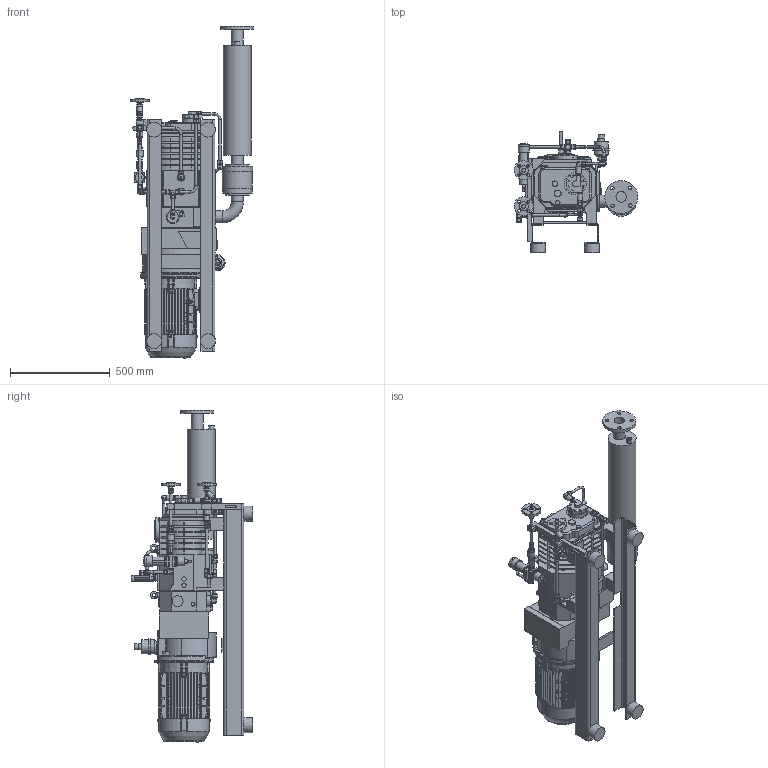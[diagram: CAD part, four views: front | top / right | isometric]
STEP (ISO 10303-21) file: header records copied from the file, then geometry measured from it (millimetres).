
FILE_DESCRIPTION((''),'2;1');
FILE_NAME('PU900016.stp','2011-08-24T11:15:32',('SOEHNGEN'),(''),'Autodesk Inventor 2009','Autodesk Inventor 2009','');
FILE_SCHEMA(('AUTOMOTIVE_DESIGN { 1 0 10303 214 1 1 1 1 }'));
Length unit declared in the file: millimetre
Products named in the file (1): PU900016 Schreibgeschützt
Bounding box: 618.82 x 609.25 x 1663.8 mm (x, y, z)
Volume: 93789130.9 mm3; surface area: 4550231.5 mm2
Topology: 5 solids, 5 shells, 5129 faces, 12946 edges, 8329 vertices
Faces by surface type: plane 3474, cylinder 799, cone 492, bspline 222, torus 122, sphere 20
Full cylindrical faces by diameter (mm): 6 x3, 8 x22, 9 x4, 9.5 x3, 10 x5, 10.4 x2, 10.5 x4, 12 x24, 13.5 x4, 14 x9, 15 x8, 15.015 x1, 15.189 x1, 16 x14, 16.662 x1, 17 x2, 17.45 x1, 17.5 x14, 18 x9, 18.631 x7, 19 x10, 20 x2, 20.5 x2, 20.955 x8, 21 x12, 21.5 x14, 22 x21, 25 x8, 26 x2, 26.5 x3
Entity records: 162299 total; most frequent: CARTESIAN_POINT 42682, ORIENTED_EDGE 24990, DIRECTION 23866, EDGE_CURVE 12495, VERTEX_POINT 8260, VECTOR 8190, LINE 8190, AXIS2_PLACEMENT_3D 7838
